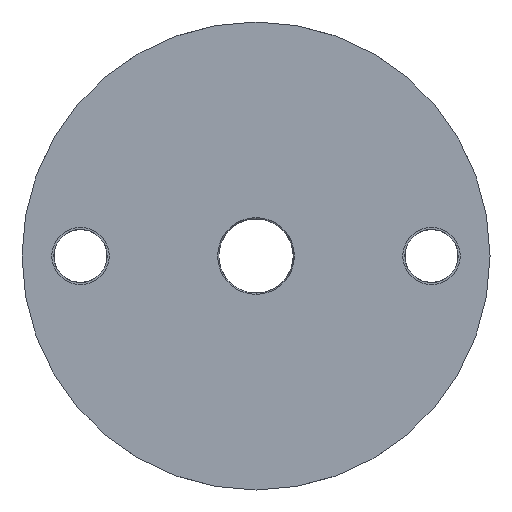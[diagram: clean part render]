
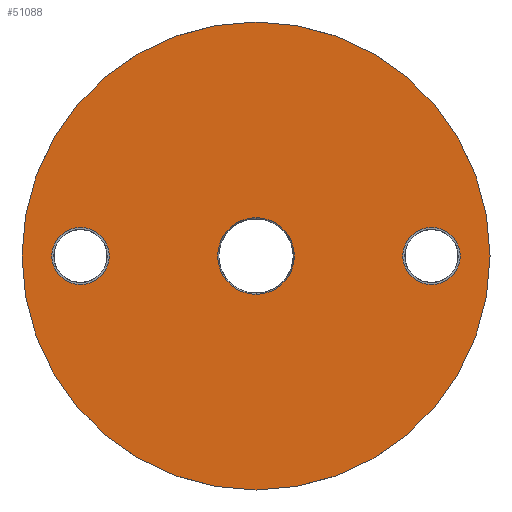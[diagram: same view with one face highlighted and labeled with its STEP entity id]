
A CAD part, front view. The second image highlights one B-rep face of the part: STEP entity #51088.
In plain terms, the highlighted planar face has unit normal (0, -1, 0).
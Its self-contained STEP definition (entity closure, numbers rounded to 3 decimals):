
#436 = DIRECTION ( 'NONE',  ( 0., -1., 0. ) ) ;
#451 = CIRCLE ( 'NONE', #31511, 2.7 ) ;
#591 = CARTESIAN_POINT ( 'NONE',  ( 0., -1.5, 0. ) ) ;
#886 = VERTEX_POINT ( 'NONE', #13326 ) ;
#1276 = ORIENTED_EDGE ( 'NONE', *, *, #46448, .F. ) ;
#1940 = CARTESIAN_POINT ( 'NONE',  ( -16.5, -1.5, -2.7 ) ) ;
#3231 = CARTESIAN_POINT ( 'NONE',  ( 0., -1.5, 0. ) ) ;
#4211 = EDGE_LOOP ( 'NONE', ( #9159, #31858 ) ) ;
#4952 = CARTESIAN_POINT ( 'NONE',  ( 16.5, -1.5, -2.7 ) ) ;
#6228 = EDGE_CURVE ( 'NONE', #14596, #32027, #33330, .T. ) ;
#6774 = DIRECTION ( 'NONE',  ( 0., 1., 0. ) ) ;
#7042 = VERTEX_POINT ( 'NONE', #1940 ) ;
#7121 = CARTESIAN_POINT ( 'NONE',  ( -16.5, -1.5, 2.7 ) ) ;
#9159 = ORIENTED_EDGE ( 'NONE', *, *, #48875, .F. ) ;
#9541 = ORIENTED_EDGE ( 'NONE', *, *, #6228, .F. ) ;
#11282 = CARTESIAN_POINT ( 'NONE',  ( -16.5, -1.5, 0. ) ) ;
#11372 = CARTESIAN_POINT ( 'NONE',  ( 0., -1.5, 0. ) ) ;
#11480 = DIRECTION ( 'NONE',  ( 0., 0., 1. ) ) ;
#11525 = CIRCLE ( 'NONE', #47097, 22. ) ;
#12182 = DIRECTION ( 'NONE',  ( 0., 0., 1. ) ) ;
#12648 = EDGE_CURVE ( 'NONE', #886, #50305, #25546, .T. ) ;
#13326 = CARTESIAN_POINT ( 'NONE',  ( 0., -1.5, -3.6 ) ) ;
#14596 = VERTEX_POINT ( 'NONE', #4952 ) ;
#14959 = CARTESIAN_POINT ( 'NONE',  ( 0., -1.5, 3.6 ) ) ;
#15241 = ORIENTED_EDGE ( 'NONE', *, *, #22667, .F. ) ;
#15408 = FACE_BOUND ( 'NONE', #34567, .T. ) ;
#15416 = DIRECTION ( 'NONE',  ( 0., 0., 1. ) ) ;
#15768 = EDGE_LOOP ( 'NONE', ( #40450, #24812 ) ) ;
#16444 = DIRECTION ( 'NONE',  ( 0., 0., 1. ) ) ;
#17373 = DIRECTION ( 'NONE',  ( 0., 0., 1. ) ) ;
#18041 = CARTESIAN_POINT ( 'NONE',  ( 16.5, -1.5, 2.7 ) ) ;
#19244 = CARTESIAN_POINT ( 'NONE',  ( 0., -1.5, -22. ) ) ;
#20385 = VERTEX_POINT ( 'NONE', #19244 ) ;
#22667 = EDGE_CURVE ( 'NONE', #32027, #14596, #37589, .T. ) ;
#22998 = CARTESIAN_POINT ( 'NONE',  ( 16.5, -1.5, 0. ) ) ;
#23092 = AXIS2_PLACEMENT_3D ( 'NONE', #3231, #6774, #11480 ) ;
#24812 = ORIENTED_EDGE ( 'NONE', *, *, #27934, .F. ) ;
#25546 = CIRCLE ( 'NONE', #41596, 3.6 ) ;
#25731 = ORIENTED_EDGE ( 'NONE', *, *, #12648, .F. ) ;
#26629 = EDGE_LOOP ( 'NONE', ( #1276, #25731 ) ) ;
#27934 = EDGE_CURVE ( 'NONE', #7042, #43908, #451, .T. ) ;
#30104 = DIRECTION ( 'NONE',  ( 0., -1., 0. ) ) ;
#31511 = AXIS2_PLACEMENT_3D ( 'NONE', #11282, #51146, #43574 ) ;
#31858 = ORIENTED_EDGE ( 'NONE', *, *, #35121, .F. ) ;
#32027 = VERTEX_POINT ( 'NONE', #18041 ) ;
#32073 = EDGE_CURVE ( 'NONE', #43908, #7042, #38565, .T. ) ;
#32208 = AXIS2_PLACEMENT_3D ( 'NONE', #591, #48206, #12182 ) ;
#33330 = CIRCLE ( 'NONE', #39450, 2.7 ) ;
#33613 = FACE_BOUND ( 'NONE', #26629, .T. ) ;
#34567 = EDGE_LOOP ( 'NONE', ( #15241, #9541 ) ) ;
#34858 = DIRECTION ( 'NONE',  ( 0., 0., 1. ) ) ;
#35121 = EDGE_CURVE ( 'NONE', #20385, #37789, #44691, .T. ) ;
#35983 = DIRECTION ( 'NONE',  ( 0., 0., 1. ) ) ;
#37589 = CIRCLE ( 'NONE', #39157, 2.7 ) ;
#37741 = AXIS2_PLACEMENT_3D ( 'NONE', #43589, #43417, #35983 ) ;
#37789 = VERTEX_POINT ( 'NONE', #51269 ) ;
#37990 = DIRECTION ( 'NONE',  ( 0., 0., 1. ) ) ;
#37995 = CIRCLE ( 'NONE', #32208, 3.6 ) ;
#38565 = CIRCLE ( 'NONE', #39372, 2.7 ) ;
#39058 = PLANE ( 'NONE',  #23092 ) ;
#39157 = AXIS2_PLACEMENT_3D ( 'NONE', #22998, #50708, #34858 ) ;
#39372 = AXIS2_PLACEMENT_3D ( 'NONE', #46095, #30104, #37990 ) ;
#39450 = AXIS2_PLACEMENT_3D ( 'NONE', #48738, #436, #16444 ) ;
#39455 = DIRECTION ( 'NONE',  ( 0., 1., 0. ) ) ;
#40450 = ORIENTED_EDGE ( 'NONE', *, *, #32073, .F. ) ;
#40483 = FACE_BOUND ( 'NONE', #15768, .T. ) ;
#41596 = AXIS2_PLACEMENT_3D ( 'NONE', #45418, #41721, #17373 ) ;
#41721 = DIRECTION ( 'NONE',  ( 0., -1., 0. ) ) ;
#43417 = DIRECTION ( 'NONE',  ( 0., 1., 0. ) ) ;
#43574 = DIRECTION ( 'NONE',  ( 0., 0., 1. ) ) ;
#43589 = CARTESIAN_POINT ( 'NONE',  ( 0., -1.5, 0. ) ) ;
#43908 = VERTEX_POINT ( 'NONE', #7121 ) ;
#44691 = CIRCLE ( 'NONE', #37741, 22. ) ;
#45418 = CARTESIAN_POINT ( 'NONE',  ( 0., -1.5, 0. ) ) ;
#46095 = CARTESIAN_POINT ( 'NONE',  ( -16.5, -1.5, 0. ) ) ;
#46448 = EDGE_CURVE ( 'NONE', #50305, #886, #37995, .T. ) ;
#46863 = FACE_OUTER_BOUND ( 'NONE', #4211, .T. ) ;
#47097 = AXIS2_PLACEMENT_3D ( 'NONE', #11372, #39455, #15416 ) ;
#48206 = DIRECTION ( 'NONE',  ( 0., -1., 0. ) ) ;
#48738 = CARTESIAN_POINT ( 'NONE',  ( 16.5, -1.5, 0. ) ) ;
#48875 = EDGE_CURVE ( 'NONE', #37789, #20385, #11525, .T. ) ;
#50305 = VERTEX_POINT ( 'NONE', #14959 ) ;
#50708 = DIRECTION ( 'NONE',  ( 0., -1., 0. ) ) ;
#51088 = ADVANCED_FACE ( 'NONE', ( #46863, #33613, #15408, #40483 ), #39058, .F. ) ;
#51146 = DIRECTION ( 'NONE',  ( 0., -1., 0. ) ) ;
#51269 = CARTESIAN_POINT ( 'NONE',  ( 0., -1.5, 22. ) ) ;
